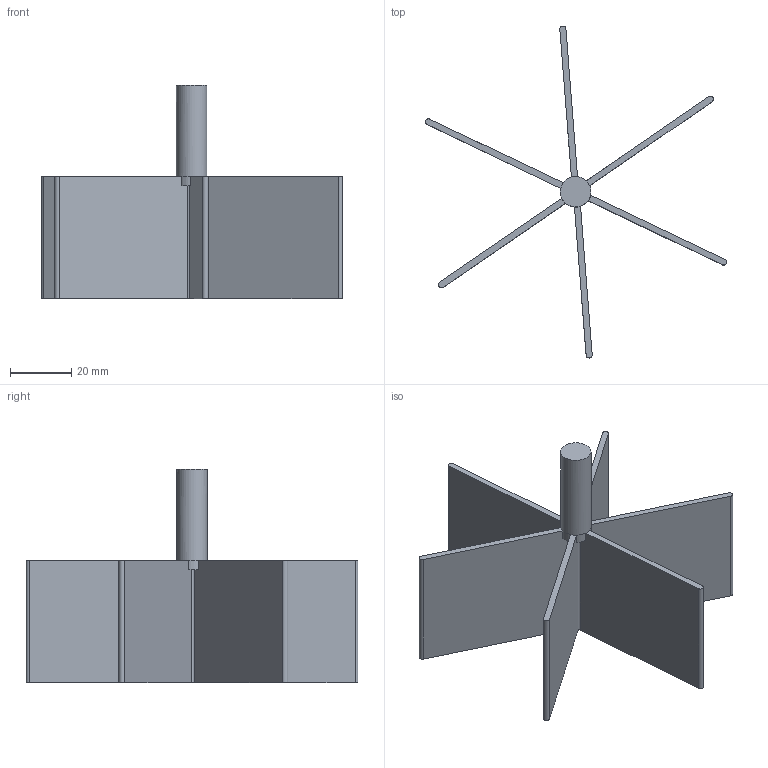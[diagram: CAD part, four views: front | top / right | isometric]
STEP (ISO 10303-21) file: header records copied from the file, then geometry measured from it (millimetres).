
FILE_DESCRIPTION(/* description */ ('STEP AP242','CAx-IF Rec.Pracs.---Representation and Presentation of Product Manufacturing Information (PMI)---4.0---2014-10-13','CAx-IF Rec.Pracs.---3D Tessellated Geometry---0.4---2014-09-14','2;1'),/* implementation_level */ '2;1');
FILE_NAME(/* name */ '68bc6fa6ffd4236795aff262',/* time_stamp */ '2025-09-06T17:30:15Z',/* author */ (''),/* organization */ (''),/* preprocessor_version */ 'ST-DEVELOPER v20',/* originating_system */ 'ONSHAPE BY PTC INC, 1.203',/* authorisation */ ' ');
FILE_SCHEMA (('AP242_MANAGED_MODEL_BASED_3D_ENGINEERING_MIM_LF { 1 0 10303 442 1 1 4 }'));
Length unit declared in the file: metre
Products named in the file (7): Part 2; Part 6; Part 3; Part 7; Part 1; Part 4; Part 5
Bounding box: 98.75 x 108.75 x 70 mm (x, y, z)
Volume: 27963.4 mm3; surface area: 28256.3 mm2
Topology: 7 solids, 7 shells, 77 faces, 174 edges, 112 vertices
Faces by surface type: plane 51, cylinder 26
Full cylindrical faces by diameter (mm): 2.5 x1, 10 x1
Entity records: 2314 total; most frequent: DIRECTION 402, CARTESIAN_POINT 366, ORIENTED_EDGE 342, EDGE_CURVE 171, AXIS2_PLACEMENT_3D 147, VERTEX_POINT 111, LINE 108, VECTOR 108
